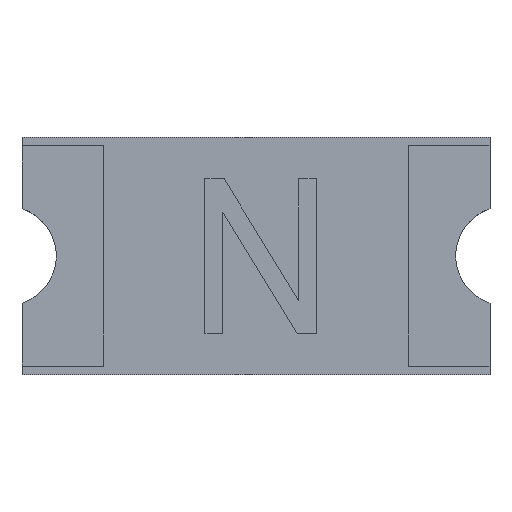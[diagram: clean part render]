
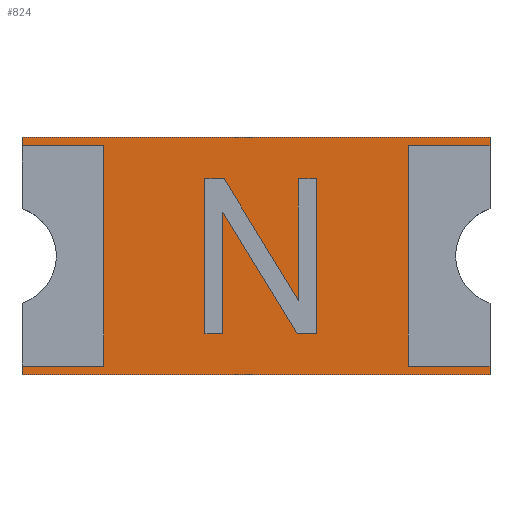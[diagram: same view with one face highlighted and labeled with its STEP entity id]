
A CAD part, top view. The second image highlights one B-rep face of the part: STEP entity #824.
In plain terms, the highlighted planar face has unit normal (0, 0, 1).
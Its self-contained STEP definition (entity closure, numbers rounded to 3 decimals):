
#38 = AXIS2_PLACEMENT_3D ( 'NONE', #2047, #2456, #800 ) ;
#70 = EDGE_LOOP ( 'NONE', ( #637, #1686, #2544, #1531, #756, #863, #1167, #124, #1084 ) ) ;
#77 = DIRECTION ( 'NONE',  ( -1., 0., 0. ) ) ;
#124 = ORIENTED_EDGE ( 'NONE', *, *, #2001, .T. ) ;
#256 = LINE ( 'NONE', #1893, #1449 ) ;
#266 = CARTESIAN_POINT ( 'NONE',  ( -0.8, 0.407, 0.165 ) ) ;
#283 = DIRECTION ( 'NONE',  ( 0., 0., -1. ) ) ;
#330 = CARTESIAN_POINT ( 'NONE',  ( 0.8, 0.172, 0.165 ) ) ;
#353 = EDGE_CURVE ( 'NONE', #390, #740, #1425, .T. ) ;
#390 = VERTEX_POINT ( 'NONE', #2066 ) ;
#396 = VECTOR ( 'NONE', #2175, 1000. ) ;
#453 = CARTESIAN_POINT ( 'NONE',  ( 0.673, 0., 0.165 ) ) ;
#479 = EDGE_CURVE ( 'NONE', #1031, #390, #677, .T. ) ;
#493 = DIRECTION ( 'NONE',  ( 1., 0., 0. ) ) ;
#596 = CARTESIAN_POINT ( 'NONE',  ( -0.8, -0.172, 0.165 ) ) ;
#597 = VECTOR ( 'NONE', #2439, 1000. ) ;
#637 = ORIENTED_EDGE ( 'NONE', *, *, #353, .T. ) ;
#677 = CIRCLE ( 'NONE', #2160, 0.18 ) ;
#678 = EDGE_CURVE ( 'NONE', #1945, #1733, #1314, .T. ) ;
#679 = DIRECTION ( 'NONE',  ( 0., 0., -1. ) ) ;
#688 = VECTOR ( 'NONE', #2193, 1000. ) ;
#740 = VERTEX_POINT ( 'NONE', #1393 ) ;
#747 = CARTESIAN_POINT ( 'NONE',  ( -0.8, 0.172, 0.165 ) ) ;
#750 = DIRECTION ( 'NONE',  ( 0., 0., -1. ) ) ;
#756 = ORIENTED_EDGE ( 'NONE', *, *, #1834, .T. ) ;
#800 = DIRECTION ( 'NONE',  ( 0., -1., 0. ) ) ;
#811 = CARTESIAN_POINT ( 'NONE',  ( -0.8, -0.407, 0.165 ) ) ;
#824 = ADVANCED_FACE ( 'NONE', ( #2424 ), #1005, .F. ) ;
#863 = ORIENTED_EDGE ( 'NONE', *, *, #1104, .T. ) ;
#924 = CARTESIAN_POINT ( 'NONE',  ( 0.8, -0.407, 0.165 ) ) ;
#939 = CARTESIAN_POINT ( 'NONE',  ( 0.8, -0.172, 0.165 ) ) ;
#989 = CARTESIAN_POINT ( 'NONE',  ( 0.8, -0.407, 0.165 ) ) ;
#1005 = PLANE ( 'NONE',  #38 ) ;
#1031 = VERTEX_POINT ( 'NONE', #747 ) ;
#1055 = CARTESIAN_POINT ( 'NONE',  ( 0.8, 0.407, 0.165 ) ) ;
#1084 = ORIENTED_EDGE ( 'NONE', *, *, #479, .T. ) ;
#1104 = EDGE_CURVE ( 'NONE', #1924, #2226, #2360, .T. ) ;
#1106 = AXIS2_PLACEMENT_3D ( 'NONE', #1521, #283, #493 ) ;
#1167 = ORIENTED_EDGE ( 'NONE', *, *, #1282, .T. ) ;
#1282 = EDGE_CURVE ( 'NONE', #2226, #1287, #256, .T. ) ;
#1287 = VERTEX_POINT ( 'NONE', #266 ) ;
#1314 = CIRCLE ( 'NONE', #2205, 0.18 ) ;
#1334 = CARTESIAN_POINT ( 'NONE',  ( -0.8, 0.407, 0.165 ) ) ;
#1335 = DIRECTION ( 'NONE',  ( 1., 0., 0. ) ) ;
#1393 = CARTESIAN_POINT ( 'NONE',  ( -0.8, -0.407, 0.165 ) ) ;
#1425 = LINE ( 'NONE', #596, #2251 ) ;
#1449 = VECTOR ( 'NONE', #77, 1000. ) ;
#1521 = CARTESIAN_POINT ( 'NONE',  ( 0.853, 0., 0.165 ) ) ;
#1531 = ORIENTED_EDGE ( 'NONE', *, *, #678, .T. ) ;
#1612 = DIRECTION ( 'NONE',  ( 0., -1., 0. ) ) ;
#1686 = ORIENTED_EDGE ( 'NONE', *, *, #2076, .T. ) ;
#1733 = VERTEX_POINT ( 'NONE', #453 ) ;
#1742 = VECTOR ( 'NONE', #2043, 1000. ) ;
#1757 = LINE ( 'NONE', #1334, #688 ) ;
#1834 = EDGE_CURVE ( 'NONE', #1733, #1924, #2307, .T. ) ;
#1893 = CARTESIAN_POINT ( 'NONE',  ( 0.8, 0.407, 0.165 ) ) ;
#1924 = VERTEX_POINT ( 'NONE', #330 ) ;
#1945 = VERTEX_POINT ( 'NONE', #939 ) ;
#2001 = EDGE_CURVE ( 'NONE', #1287, #1031, #1757, .T. ) ;
#2043 = DIRECTION ( 'NONE',  ( 0., 1., 0. ) ) ;
#2047 = CARTESIAN_POINT ( 'NONE',  ( 0.853, 0., 0.165 ) ) ;
#2066 = CARTESIAN_POINT ( 'NONE',  ( -0.8, -0.172, 0.165 ) ) ;
#2076 = EDGE_CURVE ( 'NONE', #740, #2474, #2259, .T. ) ;
#2102 = DIRECTION ( 'NONE',  ( -1., 0., 0. ) ) ;
#2160 = AXIS2_PLACEMENT_3D ( 'NONE', #2309, #679, #2102 ) ;
#2175 = DIRECTION ( 'NONE',  ( 0., 1., 0. ) ) ;
#2193 = DIRECTION ( 'NONE',  ( 0., -1., 0. ) ) ;
#2204 = CARTESIAN_POINT ( 'NONE',  ( 0.8, 0.172, 0.165 ) ) ;
#2205 = AXIS2_PLACEMENT_3D ( 'NONE', #2589, #750, #1335 ) ;
#2226 = VERTEX_POINT ( 'NONE', #1055 ) ;
#2251 = VECTOR ( 'NONE', #1612, 1000. ) ;
#2259 = LINE ( 'NONE', #811, #597 ) ;
#2307 = CIRCLE ( 'NONE', #1106, 0.18 ) ;
#2309 = CARTESIAN_POINT ( 'NONE',  ( -0.853, 0., 0.165 ) ) ;
#2333 = EDGE_CURVE ( 'NONE', #2474, #1945, #2585, .T. ) ;
#2360 = LINE ( 'NONE', #2204, #1742 ) ;
#2424 = FACE_OUTER_BOUND ( 'NONE', #70, .T. ) ;
#2439 = DIRECTION ( 'NONE',  ( 1., 0., 0. ) ) ;
#2456 = DIRECTION ( 'NONE',  ( 0., 0., -1. ) ) ;
#2474 = VERTEX_POINT ( 'NONE', #989 ) ;
#2544 = ORIENTED_EDGE ( 'NONE', *, *, #2333, .T. ) ;
#2585 = LINE ( 'NONE', #924, #396 ) ;
#2589 = CARTESIAN_POINT ( 'NONE',  ( 0.853, 0., 0.165 ) ) ;
